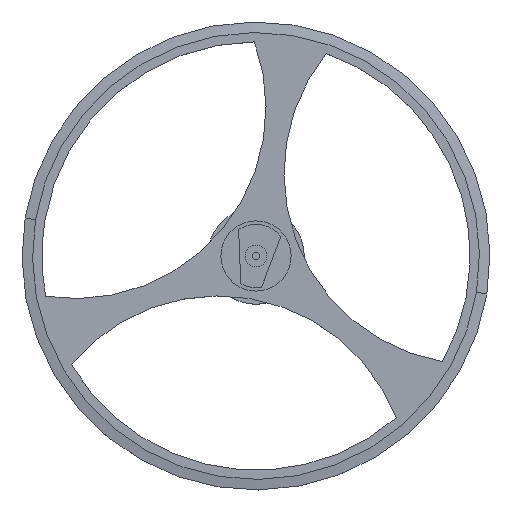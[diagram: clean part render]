
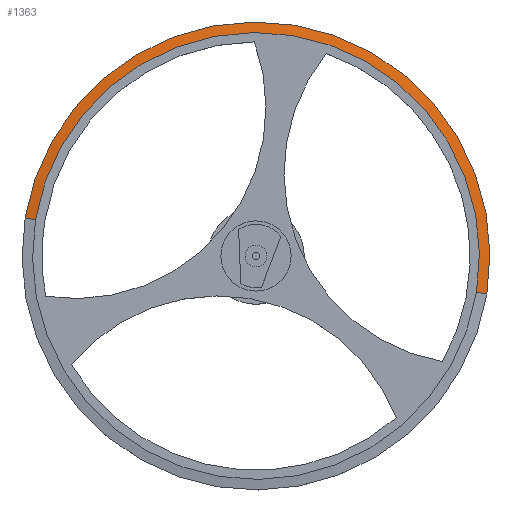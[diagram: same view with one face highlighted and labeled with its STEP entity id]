
A CAD part, top view. The second image highlights one B-rep face of the part: STEP entity #1363.
In plain terms, the highlighted conical face has half-angle 80 degrees and reference radius 6.365 mm.
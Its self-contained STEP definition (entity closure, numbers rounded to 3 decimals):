
#1363 = ADVANCED_FACE('',(#1364),#1379,.T.);
#1364 = FACE_BOUND('',#1365,.T.);
#1365 = EDGE_LOOP('',(#1366,#1424,#1450,#1500));
#1366 = ORIENTED_EDGE('',*,*,#1367,.F.);
#1367 = EDGE_CURVE('',#1368,#1370,#1372,.T.);
#1368 = VERTEX_POINT('',#1369);
#1369 = CARTESIAN_POINT('',(16.643,-4.938,0.05));
#1370 = VERTEX_POINT('',#1371);
#1371 = CARTESIAN_POINT('',(4.082,-2.871,0.05));
#1372 = SURFACE_CURVE('',#1373,(#1378,#1412),.PCURVE_S1.);
#1373 = CIRCLE('',#1374,6.365);
#1374 = AXIS2_PLACEMENT_3D('',#1375,#1376,#1377);
#1375 = CARTESIAN_POINT('',(10.363,-3.905,0.05));
#1376 = DIRECTION('',(-0.,0.,1.));
#1377 = DIRECTION('',(0.987,-0.162,0.));
#1378 = PCURVE('',#1379,#1384);
#1379 = CONICAL_SURFACE('',#1380,6.365,1.396);
#1380 = AXIS2_PLACEMENT_3D('',#1381,#1382,#1383);
#1381 = CARTESIAN_POINT('',(10.363,-3.905,0.05));
#1382 = DIRECTION('',(0.,0.,-1.));
#1383 = DIRECTION('',(-0.987,0.162,0.));
#1384 = DEFINITIONAL_REPRESENTATION('',(#1385),#1411);
#1385 = B_SPLINE_CURVE_WITH_KNOTS('',3,(#1386,#1387,#1388,#1389,#1390,
    #1391,#1392,#1393,#1394,#1395,#1396,#1397,#1398,#1399,#1400,#1401,
    #1402,#1403,#1404,#1405,#1406,#1407,#1408,#1409,#1410),
  .UNSPECIFIED.,.F.,.F.,(4,1,1,1,1,1,1,1,1,1,1,1,1,1,1,1,1,1,1,1,1,1,4),
  (0.,0.143,0.286,0.428,0.571,
    0.714,0.857,1.,1.142,
    1.285,1.428,1.571,1.714,
    1.856,1.999,2.142,2.285,
    2.428,2.57,2.713,2.856,
    2.999,3.142),.UNSPECIFIED.);
#1386 = CARTESIAN_POINT('',(3.142,0.));
#1387 = CARTESIAN_POINT('',(3.094,0.));
#1388 = CARTESIAN_POINT('',(2.999,0.));
#1389 = CARTESIAN_POINT('',(2.856,0.));
#1390 = CARTESIAN_POINT('',(2.713,0.));
#1391 = CARTESIAN_POINT('',(2.57,0.));
#1392 = CARTESIAN_POINT('',(2.428,0.));
#1393 = CARTESIAN_POINT('',(2.285,0.));
#1394 = CARTESIAN_POINT('',(2.142,0.));
#1395 = CARTESIAN_POINT('',(1.999,0.));
#1396 = CARTESIAN_POINT('',(1.856,0.));
#1397 = CARTESIAN_POINT('',(1.714,0.));
#1398 = CARTESIAN_POINT('',(1.571,0.));
#1399 = CARTESIAN_POINT('',(1.428,0.));
#1400 = CARTESIAN_POINT('',(1.285,0.));
#1401 = CARTESIAN_POINT('',(1.142,0.));
#1402 = CARTESIAN_POINT('',(1.,0.));
#1403 = CARTESIAN_POINT('',(0.857,0.));
#1404 = CARTESIAN_POINT('',(0.714,0.));
#1405 = CARTESIAN_POINT('',(0.571,0.));
#1406 = CARTESIAN_POINT('',(0.428,0.));
#1407 = CARTESIAN_POINT('',(0.286,0.));
#1408 = CARTESIAN_POINT('',(0.143,0.));
#1409 = CARTESIAN_POINT('',(0.048,0.));
#1410 = CARTESIAN_POINT('',(0.,0.));
#1411 = ( GEOMETRIC_REPRESENTATION_CONTEXT(2) 
PARAMETRIC_REPRESENTATION_CONTEXT() REPRESENTATION_CONTEXT('2D SPACE',''
  ) );
#1412 = PCURVE('',#1413,#1418);
#1413 = PLANE('',#1414);
#1414 = AXIS2_PLACEMENT_3D('',#1415,#1416,#1417);
#1415 = CARTESIAN_POINT('',(10.363,-3.905,0.05));
#1416 = DIRECTION('',(0.,0.,1.));
#1417 = DIRECTION('',(0.987,-0.162,0.));
#1418 = DEFINITIONAL_REPRESENTATION('',(#1419),#1423);
#1419 = CIRCLE('',#1420,6.365);
#1420 = AXIS2_PLACEMENT_2D('',#1421,#1422);
#1421 = CARTESIAN_POINT('',(0.,0.));
#1422 = DIRECTION('',(1.,0.));
#1423 = ( GEOMETRIC_REPRESENTATION_CONTEXT(2) 
PARAMETRIC_REPRESENTATION_CONTEXT() REPRESENTATION_CONTEXT('2D SPACE',''
  ) );
#1424 = ORIENTED_EDGE('',*,*,#1425,.T.);
#1425 = EDGE_CURVE('',#1368,#1426,#1428,.T.);
#1426 = VERTEX_POINT('',#1427);
#1427 = CARTESIAN_POINT('',(16.939,-4.987,
    -0.003));
#1428 = SURFACE_CURVE('',#1429,(#1433,#1439),.PCURVE_S1.);
#1429 = LINE('',#1430,#1431);
#1430 = CARTESIAN_POINT('',(16.643,-4.938,0.05));
#1431 = VECTOR('',#1432,1.);
#1432 = DIRECTION('',(0.972,-0.16,-0.174));
#1433 = PCURVE('',#1379,#1434);
#1434 = DEFINITIONAL_REPRESENTATION('',(#1435),#1438);
#1435 = B_SPLINE_CURVE_WITH_KNOTS('',1,(#1436,#1437),.UNSPECIFIED.,.F.,
  .F.,(2,2),(0.,0.305),.PIECEWISE_BEZIER_KNOTS.);
#1436 = CARTESIAN_POINT('',(3.142,0.));
#1437 = CARTESIAN_POINT('',(3.142,0.053));
#1438 = ( GEOMETRIC_REPRESENTATION_CONTEXT(2) 
PARAMETRIC_REPRESENTATION_CONTEXT() REPRESENTATION_CONTEXT('2D SPACE',''
  ) );
#1439 = PCURVE('',#1440,#1445);
#1440 = CONICAL_SURFACE('',#1441,6.365,1.396);
#1441 = AXIS2_PLACEMENT_3D('',#1442,#1443,#1444);
#1442 = CARTESIAN_POINT('',(10.363,-3.905,0.05));
#1443 = DIRECTION('',(0.,0.,-1.));
#1444 = DIRECTION('',(-0.987,0.162,0.));
#1445 = DEFINITIONAL_REPRESENTATION('',(#1446),#1449);
#1446 = B_SPLINE_CURVE_WITH_KNOTS('',1,(#1447,#1448),.UNSPECIFIED.,.F.,
  .F.,(2,2),(0.,0.305),.PIECEWISE_BEZIER_KNOTS.);
#1447 = CARTESIAN_POINT('',(3.142,0.));
#1448 = CARTESIAN_POINT('',(3.142,0.053));
#1449 = ( GEOMETRIC_REPRESENTATION_CONTEXT(2) 
PARAMETRIC_REPRESENTATION_CONTEXT() REPRESENTATION_CONTEXT('2D SPACE',''
  ) );
#1450 = ORIENTED_EDGE('',*,*,#1451,.F.);
#1451 = EDGE_CURVE('',#1452,#1426,#1454,.T.);
#1452 = VERTEX_POINT('',#1453);
#1453 = CARTESIAN_POINT('',(3.786,-2.822,
    -0.003));
#1454 = SURFACE_CURVE('',#1455,(#1460,#1489),.PCURVE_S1.);
#1455 = CIRCLE('',#1456,6.665);
#1456 = AXIS2_PLACEMENT_3D('',#1457,#1458,#1459);
#1457 = CARTESIAN_POINT('',(10.363,-3.905,
    -0.003));
#1458 = DIRECTION('',(0.,-0.,-1.));
#1459 = DIRECTION('',(0.987,-0.162,0.));
#1460 = PCURVE('',#1379,#1461);
#1461 = DEFINITIONAL_REPRESENTATION('',(#1462),#1488);
#1462 = B_SPLINE_CURVE_WITH_KNOTS('',3,(#1463,#1464,#1465,#1466,#1467,
    #1468,#1469,#1470,#1471,#1472,#1473,#1474,#1475,#1476,#1477,#1478,
    #1479,#1480,#1481,#1482,#1483,#1484,#1485,#1486,#1487),
  .UNSPECIFIED.,.F.,.F.,(4,1,1,1,1,1,1,1,1,1,1,1,1,1,1,1,1,1,1,1,1,1,4),
  (3.142,3.284,3.427,3.57,
    3.713,3.856,3.998,4.141,
    4.284,4.427,4.57,4.712,
    4.855,4.998,5.141,5.284,
    5.426,5.569,5.712,5.855,
    5.998,6.14,6.283),.UNSPECIFIED.);
#1463 = CARTESIAN_POINT('',(0.,0.053));
#1464 = CARTESIAN_POINT('',(0.048,0.053));
#1465 = CARTESIAN_POINT('',(0.143,0.053));
#1466 = CARTESIAN_POINT('',(0.286,0.053));
#1467 = CARTESIAN_POINT('',(0.428,0.053));
#1468 = CARTESIAN_POINT('',(0.571,0.053));
#1469 = CARTESIAN_POINT('',(0.714,0.053));
#1470 = CARTESIAN_POINT('',(0.857,0.053));
#1471 = CARTESIAN_POINT('',(1.,0.053));
#1472 = CARTESIAN_POINT('',(1.142,0.053));
#1473 = CARTESIAN_POINT('',(1.285,0.053));
#1474 = CARTESIAN_POINT('',(1.428,0.053));
#1475 = CARTESIAN_POINT('',(1.571,0.053));
#1476 = CARTESIAN_POINT('',(1.714,0.053));
#1477 = CARTESIAN_POINT('',(1.856,0.053));
#1478 = CARTESIAN_POINT('',(1.999,0.053));
#1479 = CARTESIAN_POINT('',(2.142,0.053));
#1480 = CARTESIAN_POINT('',(2.285,0.053));
#1481 = CARTESIAN_POINT('',(2.428,0.053));
#1482 = CARTESIAN_POINT('',(2.57,0.053));
#1483 = CARTESIAN_POINT('',(2.713,0.053));
#1484 = CARTESIAN_POINT('',(2.856,0.053));
#1485 = CARTESIAN_POINT('',(2.999,0.053));
#1486 = CARTESIAN_POINT('',(3.094,0.053));
#1487 = CARTESIAN_POINT('',(3.142,0.053));
#1488 = ( GEOMETRIC_REPRESENTATION_CONTEXT(2) 
PARAMETRIC_REPRESENTATION_CONTEXT() REPRESENTATION_CONTEXT('2D SPACE',''
  ) );
#1489 = PCURVE('',#1490,#1495);
#1490 = CYLINDRICAL_SURFACE('',#1491,6.665);
#1491 = AXIS2_PLACEMENT_3D('',#1492,#1493,#1494);
#1492 = CARTESIAN_POINT('',(10.363,-3.905,0.05));
#1493 = DIRECTION('',(-0.,0.,-1.));
#1494 = DIRECTION('',(-0.987,0.162,0.));
#1495 = DEFINITIONAL_REPRESENTATION('',(#1496),#1499);
#1496 = B_SPLINE_CURVE_WITH_KNOTS('',1,(#1497,#1498),.UNSPECIFIED.,.F.,
  .F.,(2,2),(3.142,6.283),.PIECEWISE_BEZIER_KNOTS.);
#1497 = CARTESIAN_POINT('',(0.,0.053));
#1498 = CARTESIAN_POINT('',(3.142,0.053));
#1499 = ( GEOMETRIC_REPRESENTATION_CONTEXT(2) 
PARAMETRIC_REPRESENTATION_CONTEXT() REPRESENTATION_CONTEXT('2D SPACE',''
  ) );
#1500 = ORIENTED_EDGE('',*,*,#1501,.F.);
#1501 = EDGE_CURVE('',#1370,#1452,#1502,.T.);
#1502 = SURFACE_CURVE('',#1503,(#1507,#1513),.PCURVE_S1.);
#1503 = LINE('',#1504,#1505);
#1504 = CARTESIAN_POINT('',(4.082,-2.871,0.05));
#1505 = VECTOR('',#1506,1.);
#1506 = DIRECTION('',(-0.972,0.16,-0.174));
#1507 = PCURVE('',#1379,#1508);
#1508 = DEFINITIONAL_REPRESENTATION('',(#1509),#1512);
#1509 = B_SPLINE_CURVE_WITH_KNOTS('',1,(#1510,#1511),.UNSPECIFIED.,.F.,
  .F.,(2,2),(0.,0.305),.PIECEWISE_BEZIER_KNOTS.);
#1510 = CARTESIAN_POINT('',(0.,0.));
#1511 = CARTESIAN_POINT('',(0.,0.053));
#1512 = ( GEOMETRIC_REPRESENTATION_CONTEXT(2) 
PARAMETRIC_REPRESENTATION_CONTEXT() REPRESENTATION_CONTEXT('2D SPACE',''
  ) );
#1513 = PCURVE('',#1440,#1514);
#1514 = DEFINITIONAL_REPRESENTATION('',(#1515),#1518);
#1515 = B_SPLINE_CURVE_WITH_KNOTS('',1,(#1516,#1517),.UNSPECIFIED.,.F.,
  .F.,(2,2),(0.,0.305),.PIECEWISE_BEZIER_KNOTS.);
#1516 = CARTESIAN_POINT('',(6.283,0.));
#1517 = CARTESIAN_POINT('',(6.283,0.053));
#1518 = ( GEOMETRIC_REPRESENTATION_CONTEXT(2) 
PARAMETRIC_REPRESENTATION_CONTEXT() REPRESENTATION_CONTEXT('2D SPACE',''
  ) );
